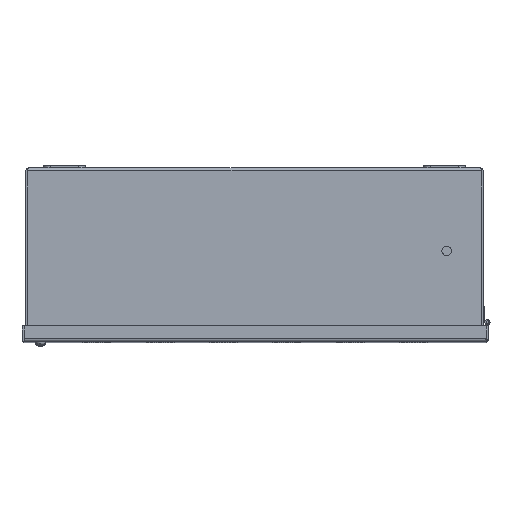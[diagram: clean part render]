
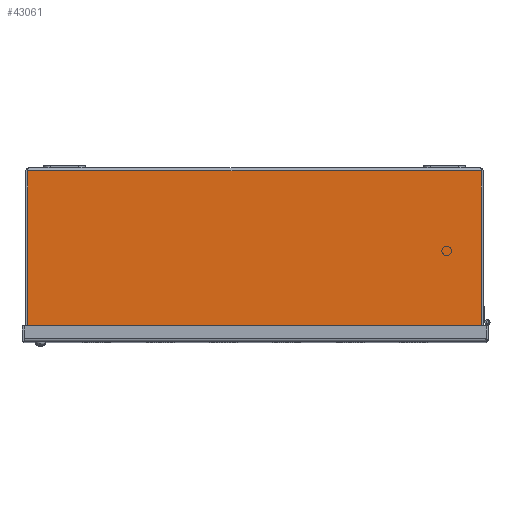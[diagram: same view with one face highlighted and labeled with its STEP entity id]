
A CAD part, top view. The second image highlights one B-rep face of the part: STEP entity #43061.
In plain terms, the highlighted planar face has unit normal (0, 0, 1).
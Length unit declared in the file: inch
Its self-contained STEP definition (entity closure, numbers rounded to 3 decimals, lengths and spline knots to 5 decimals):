
#305 = VERTEX_POINT ( 'NONE', #7656 ) ;
#2260 = VERTEX_POINT ( 'NONE', #48804 ) ;
#3440 = FACE_OUTER_BOUND ( 'NONE', #48077, .T. ) ;
#4092 = ORIENTED_EDGE ( 'NONE', *, *, #6679, .T. ) ;
#6679 = EDGE_CURVE ( 'NONE', #32234, #2260, #43432, .T. ) ;
#7350 = CARTESIAN_POINT ( 'NONE',  ( -56.281, -0.108, 9.75 ) ) ;
#7656 = CARTESIAN_POINT ( 'NONE',  ( -8.05289, -5.892, 9.75 ) ) ;
#11574 = VECTOR ( 'NONE', #18352, 39.37008 ) ;
#12623 = CARTESIAN_POINT ( 'NONE',  ( -56.281, -5.892, 9.75 ) ) ;
#13807 = ORIENTED_EDGE ( 'NONE', *, *, #18512, .T. ) ;
#14236 = CARTESIAN_POINT ( 'NONE',  ( -8.05289, 39.37008, 9.75 ) ) ;
#14601 = ORIENTED_EDGE ( 'NONE', *, *, #40549, .F. ) ;
#15346 = DIRECTION ( 'NONE',  ( -1., 0., 0. ) ) ;
#18352 = DIRECTION ( 'NONE',  ( 0., -1., 0. ) ) ;
#18512 = EDGE_CURVE ( 'NONE', #2260, #305, #49547, .T. ) ;
#19621 = CARTESIAN_POINT ( 'NONE',  ( 8.05289, -0.108, 9.75 ) ) ;
#20274 = VECTOR ( 'NONE', #40493, 39.37008 ) ;
#24738 = LINE ( 'NONE', #12623, #35280 ) ;
#25353 = VERTEX_POINT ( 'NONE', #35824 ) ;
#25539 = LINE ( 'NONE', #36896, #20274 ) ;
#32234 = VERTEX_POINT ( 'NONE', #19621 ) ;
#35280 = VECTOR ( 'NONE', #35828, 39.37008 ) ;
#35824 = CARTESIAN_POINT ( 'NONE',  ( 8.05289, -5.892, 9.75 ) ) ;
#35828 = DIRECTION ( 'NONE',  ( 1., 0., 0. ) ) ;
#36896 = CARTESIAN_POINT ( 'NONE',  ( 8.05289, 39.37008, 9.75 ) ) ;
#38509 = DIRECTION ( 'NONE',  ( 0., 0., 1. ) ) ;
#40493 = DIRECTION ( 'NONE',  ( 0., -1., 0. ) ) ;
#40549 = EDGE_CURVE ( 'NONE', #32234, #25353, #25539, .T. ) ;
#42870 = PLANE ( 'NONE',  #44225 ) ;
#43061 = ADVANCED_FACE ( 'NONE', ( #3440 ), #42870, .T. ) ;
#43167 = VECTOR ( 'NONE', #15346, 39.37008 ) ;
#43432 = LINE ( 'NONE', #7350, #43167 ) ;
#44225 = AXIS2_PLACEMENT_3D ( 'NONE', #50114, #38509, #46765 ) ;
#45596 = ORIENTED_EDGE ( 'NONE', *, *, #50232, .T. ) ;
#46765 = DIRECTION ( 'NONE',  ( 1., 0., 0. ) ) ;
#48077 = EDGE_LOOP ( 'NONE', ( #13807, #45596, #14601, #4092 ) ) ;
#48804 = CARTESIAN_POINT ( 'NONE',  ( -8.05289, -0.108, 9.75 ) ) ;
#49547 = LINE ( 'NONE', #14236, #11574 ) ;
#50114 = CARTESIAN_POINT ( 'NONE',  ( -56.281, 0., 9.75 ) ) ;
#50232 = EDGE_CURVE ( 'NONE', #305, #25353, #24738, .T. ) ;
